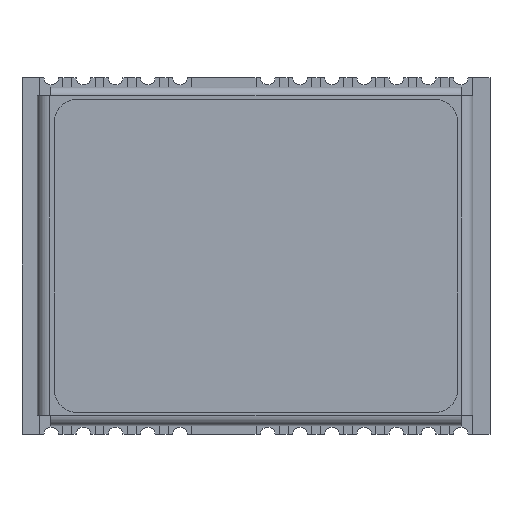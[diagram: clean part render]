
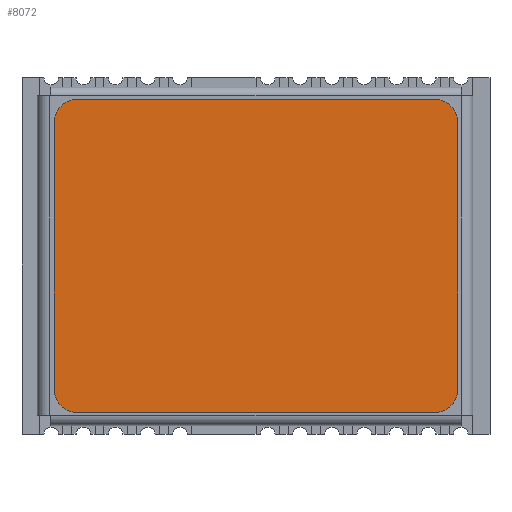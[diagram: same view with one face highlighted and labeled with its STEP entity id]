
A CAD part, top view. The second image highlights one B-rep face of the part: STEP entity #8072.
In plain terms, the highlighted planar face has unit normal (0, 0, 1).
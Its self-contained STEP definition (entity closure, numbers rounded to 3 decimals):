
#53=CIRCLE('',#8209,0.8);
#54=CIRCLE('',#8210,0.8);
#55=CIRCLE('',#8211,0.8);
#56=CIRCLE('',#8212,0.8);
#1289=ORIENTED_EDGE('',*,*,#1896,.F.);
#1290=ORIENTED_EDGE('',*,*,#1895,.F.);
#1291=ORIENTED_EDGE('',*,*,#1902,.F.);
#1292=ORIENTED_EDGE('',*,*,#1901,.F.);
#1293=ORIENTED_EDGE('',*,*,#1900,.F.);
#1294=ORIENTED_EDGE('',*,*,#1899,.T.);
#1295=ORIENTED_EDGE('',*,*,#1898,.F.);
#1296=ORIENTED_EDGE('',*,*,#1897,.F.);
#1895=EDGE_CURVE('',#2779,#2780,#53,.T.);
#1896=EDGE_CURVE('',#2780,#2781,#3369,.T.);
#1897=EDGE_CURVE('',#2781,#2782,#54,.T.);
#1898=EDGE_CURVE('',#2782,#2783,#3370,.T.);
#1899=EDGE_CURVE('',#2784,#2783,#55,.T.);
#1900=EDGE_CURVE('',#2784,#2785,#3371,.T.);
#1901=EDGE_CURVE('',#2785,#2786,#56,.T.);
#1902=EDGE_CURVE('',#2786,#2779,#3372,.T.);
#2779=VERTEX_POINT('',#10124);
#2780=VERTEX_POINT('',#10125);
#2781=VERTEX_POINT('',#10127);
#2782=VERTEX_POINT('',#10129);
#2783=VERTEX_POINT('',#10131);
#2784=VERTEX_POINT('',#10133);
#2785=VERTEX_POINT('',#10135);
#2786=VERTEX_POINT('',#10137);
#3369=LINE('',#10126,#4185);
#3370=LINE('',#10130,#4186);
#3371=LINE('',#10134,#4187);
#3372=LINE('',#10138,#4188);
#4185=VECTOR('',#8581,1000.);
#4186=VECTOR('',#8584,1000.);
#4187=VECTOR('',#8587,1000.);
#4188=VECTOR('',#8590,1000.);
#5164=EDGE_LOOP('',(#1289,#1290,#1291,#1292,#1293,#1294,#1295,#1296));
#5464=FACE_BOUND('',#5164,.T.);
#5729=PLANE('',#8430);
#8072=ADVANCED_FACE('',(#5464),#5729,.T.);
#8209=AXIS2_PLACEMENT_3D('',#10123,#8579,#8580);
#8210=AXIS2_PLACEMENT_3D('',#10128,#8582,#8583);
#8211=AXIS2_PLACEMENT_3D('',#10132,#8585,#8586);
#8212=AXIS2_PLACEMENT_3D('',#10136,#8588,#8589);
#8430=AXIS2_PLACEMENT_3D('',#11502,#9667,#9668);
#8579=DIRECTION('',(0.,0.,-1.));
#8580=DIRECTION('',(1.,0.,0.));
#8581=DIRECTION('',(1.,0.,0.));
#8582=DIRECTION('',(0.,0.,-1.));
#8583=DIRECTION('',(-1.,0.,0.));
#8584=DIRECTION('',(0.,-1.,0.));
#8585=DIRECTION('',(0.,0.,1.));
#8586=DIRECTION('',(-1.,0.,0.));
#8587=DIRECTION('',(-1.,0.,0.));
#8588=DIRECTION('',(0.,0.,-1.));
#8589=DIRECTION('',(1.,0.,0.));
#8590=DIRECTION('',(0.,1.,0.));
#9667=DIRECTION('',(0.,0.,1.));
#9668=DIRECTION('',(1.,0.,0.));
#10123=CARTESIAN_POINT('',(-6.099,4.56,2.4));
#10124=CARTESIAN_POINT('',(-6.899,4.56,2.4));
#10125=CARTESIAN_POINT('',(-6.099,5.36,2.4));
#10126=CARTESIAN_POINT('',(-6.899,5.36,2.4));
#10127=CARTESIAN_POINT('',(6.099,5.36,2.4));
#10128=CARTESIAN_POINT('',(6.099,4.56,2.4));
#10129=CARTESIAN_POINT('',(6.899,4.56,2.4));
#10130=CARTESIAN_POINT('',(6.899,5.36,2.4));
#10131=CARTESIAN_POINT('',(6.899,-4.56,2.4));
#10132=CARTESIAN_POINT('',(6.099,-4.56,2.4));
#10133=CARTESIAN_POINT('',(6.099,-5.36,2.4));
#10134=CARTESIAN_POINT('',(6.899,-5.36,2.4));
#10135=CARTESIAN_POINT('',(-6.099,-5.36,2.4));
#10136=CARTESIAN_POINT('',(-6.099,-4.56,2.4));
#10137=CARTESIAN_POINT('',(-6.899,-4.56,2.4));
#10138=CARTESIAN_POINT('',(-6.899,-5.36,2.4));
#11502=CARTESIAN_POINT('',(0.,-3.985,2.4));
